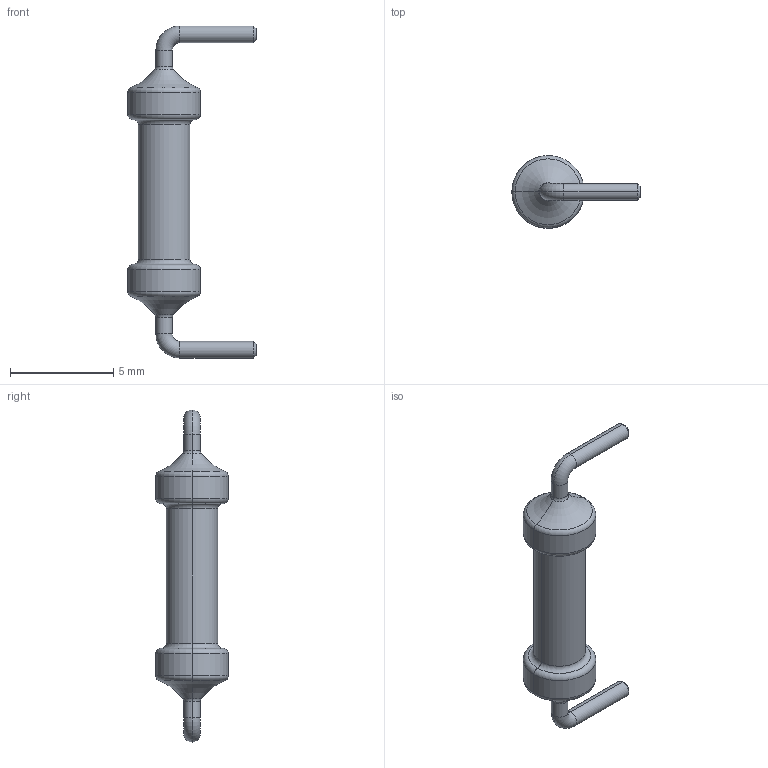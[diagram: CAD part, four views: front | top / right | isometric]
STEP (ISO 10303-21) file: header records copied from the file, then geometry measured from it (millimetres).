
FILE_DESCRIPTION (( 'STEP AP214' ), '1' );
FILE_NAME ('9830A791-1A2C-4D93-98B4-FF2CA5632862.STEP', '2008-06-18T13:17:12', ( 'SysAdmin' ), ( 'SolidWorks' ), 'SwSTEP 2.0', 'SolidWorks 2008', '' );
FILE_SCHEMA (( 'AUTOMOTIVE_DESIGN' ));
Length unit declared in the file: inch
Products named in the file (1): 9830A791-1A2C-4D93-98B4-FF2CA5632862
Bounding box: 6.2 x 3.5 x 16.04 mm (x, y, z)
Volume: 74.9 mm3; surface area: 143.6 mm2
Topology: 1 solids, 1 shells, 44 faces, 86 edges, 44 vertices
Faces by surface type: torus 24, cylinder 14, cone 4, plane 2
Entity records: 1379 total; most frequent: DIRECTION 244, CARTESIAN_POINT 175, ORIENTED_EDGE 172, AXIS2_PLACEMENT_3D 113, EDGE_CURVE 86, CIRCLE 68, ADVANCED_FACE 44, EDGE_LOOP 44
